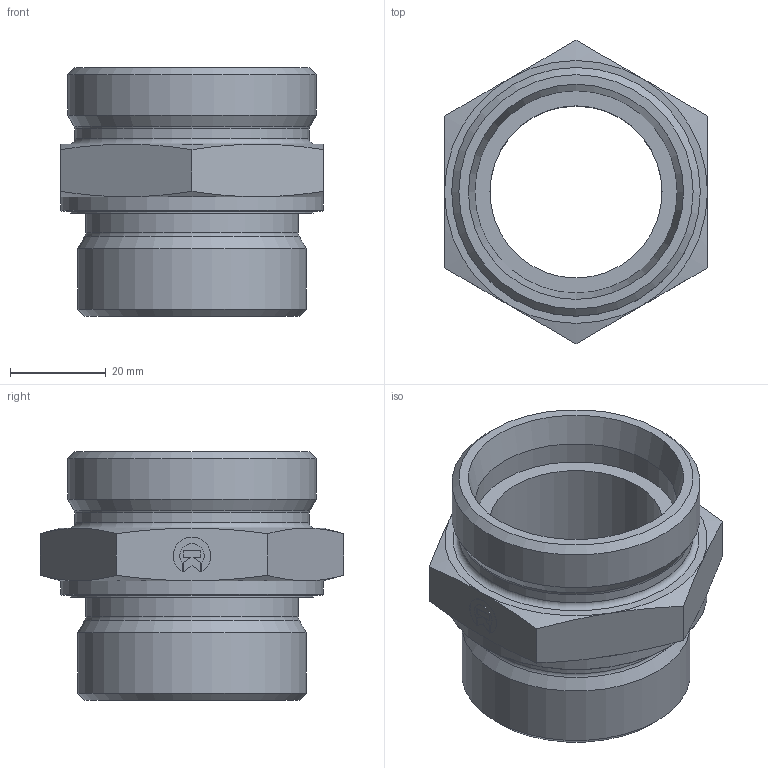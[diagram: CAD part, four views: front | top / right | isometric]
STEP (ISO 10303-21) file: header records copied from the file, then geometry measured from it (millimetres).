
FILE_DESCRIPTION((''),'2;1');
FILE_NAME('111426452.stp','2014-08-07T09:21:53',(''),('KNOMI spol. s r. o.'),'Autodesk Inventor 2012','Autodesk Inventor 2012','');
FILE_SCHEMA(('AUTOMOTIVE_DESIGN { 1 2 10303 214 0 1 1 1 }'));
Length unit declared in the file: millimetre
Products named in the file (3): PHER2 42LR G1 1/2/M52x2; 112 42 6452; 609484832
Assembly tree (2 placements, depth 2):
  PHER2 42LR G1 1/2/M52x2
    112 42 6452
    609484832
Bounding box: 55 x 63.51 x 52 mm (x, y, z)
Volume: 48445.9 mm3; surface area: 19446.7 mm2
Topology: 2 solids, 2 shells, 85 faces, 191 edges, 119 vertices
Faces by surface type: plane 45, cone 21, cylinder 14, torus 5
Full cylindrical faces by diameter (mm): 36 x1, 42.3 x1, 44.5 x1, 44.7 x1, 47.803 x1, 49 x1, 50.7 x1, 51 x1, 52 x1, 54.9 x1
Entity records: 2363 total; most frequent: CARTESIAN_POINT 418, DIRECTION 372, ORIENTED_EDGE 328, EDGE_CURVE 164, AXIS2_PLACEMENT_3D 142, EDGE_LOOP 122, VERTEX_POINT 116, VECTOR 88
